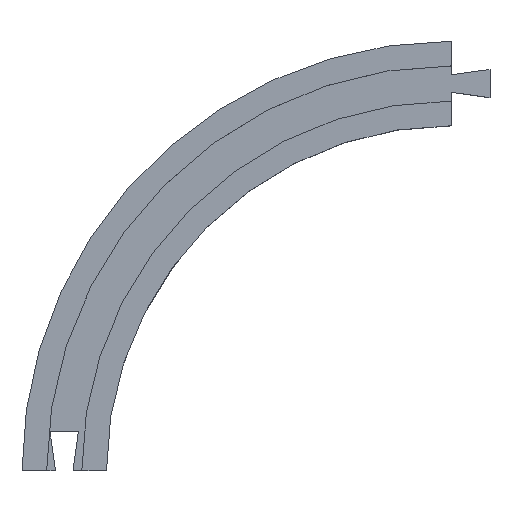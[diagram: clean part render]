
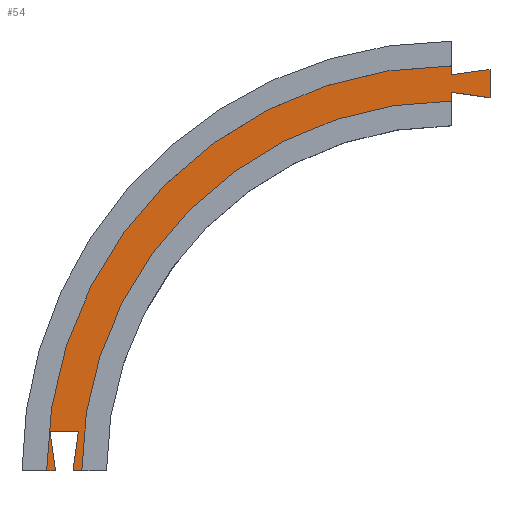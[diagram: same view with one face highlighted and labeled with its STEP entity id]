
A CAD part, top view. The second image highlights one B-rep face of the part: STEP entity #54.
In plain terms, the highlighted planar face has unit normal (0, 0, 1).
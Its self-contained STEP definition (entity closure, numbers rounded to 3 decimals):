
#54=ADVANCED_FACE('',(#90),#92,.T.);
#90=FACE_BOUND('',#91,.T.);
#91=EDGE_LOOP('',(#305,#306,#307,#308,#309,#310,#311,#312,#313,#314,#315,#316));
#92=PLANE('',#93);
#93=AXIS2_PLACEMENT_3D('',#94,#95,#96);
#94=CARTESIAN_POINT('',(0.,0.,23.));
#95=DIRECTION('',(0.,0.,1.));
#96=DIRECTION('',(-1.,0.,0.));
#305=ORIENTED_EDGE('',*,*,#473,.T.);
#306=ORIENTED_EDGE('',*,*,#474,.T.);
#307=ORIENTED_EDGE('',*,*,#475,.T.);
#308=ORIENTED_EDGE('',*,*,#476,.F.);
#309=ORIENTED_EDGE('',*,*,#477,.T.);
#310=ORIENTED_EDGE('',*,*,#478,.T.);
#311=ORIENTED_EDGE('',*,*,#479,.T.);
#312=ORIENTED_EDGE('',*,*,#480,.F.);
#313=ORIENTED_EDGE('',*,*,#481,.F.);
#314=ORIENTED_EDGE('',*,*,#482,.T.);
#315=ORIENTED_EDGE('',*,*,#483,.T.);
#316=ORIENTED_EDGE('',*,*,#484,.T.);
#473=EDGE_CURVE('',#569,#570,#571,.F.);
#474=EDGE_CURVE('',#570,#572,#573,.T.);
#475=EDGE_CURVE('',#572,#574,#575,.T.);
#476=EDGE_CURVE('',#576,#574,#577,.T.);
#477=EDGE_CURVE('',#576,#578,#579,.T.);
#478=EDGE_CURVE('',#578,#580,#581,.T.);
#479=EDGE_CURVE('',#580,#582,#583,.T.);
#480=EDGE_CURVE('',#584,#582,#585,.T.);
#481=EDGE_CURVE('',#586,#584,#587,.T.);
#482=EDGE_CURVE('',#586,#588,#589,.T.);
#483=EDGE_CURVE('',#588,#590,#591,.F.);
#484=EDGE_CURVE('',#590,#569,#592,.F.);
#569=VERTEX_POINT('',#735);
#570=VERTEX_POINT('',#736);
#571=LINE('',#737,#738);
#572=VERTEX_POINT('',#740);
#573=LINE('',#741,#742);
#574=VERTEX_POINT('',#744);
#575=CIRCLE('',#745,105.);
#576=VERTEX_POINT('',#749);
#577=LINE('',#750,#751);
#578=VERTEX_POINT('',#753);
#579=LINE('',#754,#755);
#580=VERTEX_POINT('',#757);
#581=LINE('',#758,#759);
#582=VERTEX_POINT('',#761);
#583=LINE('',#762,#763);
#584=VERTEX_POINT('',#765);
#585=LINE('',#766,#767);
#586=VERTEX_POINT('',#769);
#587=CIRCLE('',#770,115.);
#588=VERTEX_POINT('',#774);
#589=LINE('',#775,#776);
#590=VERTEX_POINT('',#778);
#591=LINE('',#779,#780);
#592=LINE('',#782,#783);
#735=CARTESIAN_POINT('',(-106.,11.,23.));
#736=CARTESIAN_POINT('',(-107.5,0.,23.));
#737=CARTESIAN_POINT('',(-107.5,0.,23.));
#738=VECTOR('',#739,1.);
#739=DIRECTION('',(0.135,0.991,0.));
#740=CARTESIAN_POINT('',(-105.,0.,23.));
#741=CARTESIAN_POINT('',(-107.5,0.,23.));
#742=VECTOR('',#743,1.);
#743=DIRECTION('',(1.,0.,0.));
#744=CARTESIAN_POINT('',(0.,105.,23.));
#745=AXIS2_PLACEMENT_3D('',#746,#747,#748);
#746=CARTESIAN_POINT('',(0.,0.,23.));
#747=DIRECTION('',(0.,0.,-1.));
#748=DIRECTION('',(-1.,0.,0.));
#749=CARTESIAN_POINT('',(0.,107.5,23.));
#750=CARTESIAN_POINT('',(0.,107.5,23.));
#751=VECTOR('',#752,1.);
#752=DIRECTION('',(0.,-1.,0.));
#753=CARTESIAN_POINT('',(11.,106.,23.));
#754=CARTESIAN_POINT('',(0.,107.5,23.));
#755=VECTOR('',#756,1.);
#756=DIRECTION('',(0.991,-0.135,0.));
#757=CARTESIAN_POINT('',(11.,114.,23.));
#758=CARTESIAN_POINT('',(11.,106.,23.));
#759=VECTOR('',#760,1.);
#760=DIRECTION('',(0.,1.,0.));
#761=CARTESIAN_POINT('',(0.,112.5,23.));
#762=CARTESIAN_POINT('',(11.,114.,23.));
#763=VECTOR('',#764,1.);
#764=DIRECTION('',(-0.991,-0.135,0.));
#765=CARTESIAN_POINT('',(0.,115.,23.));
#766=CARTESIAN_POINT('',(0.,115.,23.));
#767=VECTOR('',#768,1.);
#768=DIRECTION('',(0.,-1.,0.));
#769=CARTESIAN_POINT('',(-115.,0.,23.));
#770=AXIS2_PLACEMENT_3D('',#771,#772,#773);
#771=CARTESIAN_POINT('',(0.,0.,23.));
#772=DIRECTION('',(0.,0.,-1.));
#773=DIRECTION('',(-1.,0.,0.));
#774=CARTESIAN_POINT('',(-112.5,0.,23.));
#775=CARTESIAN_POINT('',(-115.,0.,23.));
#776=VECTOR('',#777,1.);
#777=DIRECTION('',(1.,0.,0.));
#778=CARTESIAN_POINT('',(-114.,11.,23.));
#779=CARTESIAN_POINT('',(-114.,11.,23.));
#780=VECTOR('',#781,1.);
#781=DIRECTION('',(0.135,-0.991,0.));
#782=CARTESIAN_POINT('',(-106.,11.,23.));
#783=VECTOR('',#784,1.);
#784=DIRECTION('',(-1.,0.,0.));
